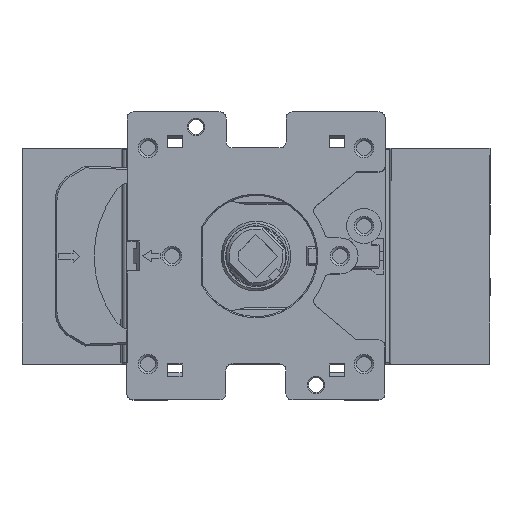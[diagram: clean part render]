
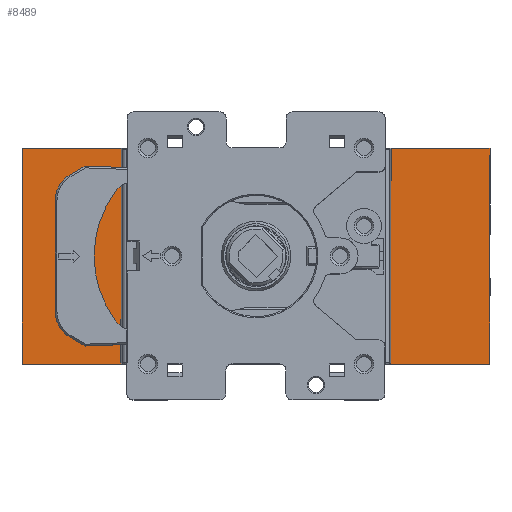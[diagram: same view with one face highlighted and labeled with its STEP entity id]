
A CAD part, top view. The second image highlights one B-rep face of the part: STEP entity #8489.
In plain terms, the highlighted planar face has unit normal (0, 0, 1).
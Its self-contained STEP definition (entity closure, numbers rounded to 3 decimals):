
#2202=LINE('',#35863,#5376);
#2210=LINE('',#35880,#5384);
#2218=LINE('',#35897,#5392);
#2226=LINE('',#35914,#5400);
#2248=LINE('',#35976,#5422);
#2254=LINE('',#35988,#5428);
#2292=LINE('',#36063,#5466);
#2302=LINE('',#36082,#5476);
#2340=LINE('',#36158,#5514);
#2341=LINE('',#36161,#5515);
#2342=LINE('',#36163,#5516);
#2343=LINE('',#36165,#5517);
#2344=LINE('',#36166,#5518);
#2345=LINE('',#36168,#5519);
#2346=LINE('',#36170,#5520);
#2347=LINE('',#36171,#5521);
#2348=LINE('',#36173,#5522);
#2349=LINE('',#36175,#5523);
#2350=LINE('',#36177,#5524);
#2351=LINE('',#36179,#5525);
#2352=LINE('',#36180,#5526);
#2353=LINE('',#36182,#5527);
#2354=LINE('',#36184,#5528);
#2355=LINE('',#36185,#5529);
#5376=VECTOR('',#29021,1.);
#5384=VECTOR('',#29031,1.);
#5392=VECTOR('',#29041,1.);
#5400=VECTOR('',#29051,1.);
#5422=VECTOR('',#29105,1.);
#5428=VECTOR('',#29113,1.);
#5466=VECTOR('',#29169,1.);
#5476=VECTOR('',#29187,1.);
#5514=VECTOR('',#29259,1.);
#5515=VECTOR('',#29260,1.);
#5516=VECTOR('',#29261,1.);
#5517=VECTOR('',#29262,1.);
#5518=VECTOR('',#29263,1.);
#5519=VECTOR('',#29264,1.);
#5520=VECTOR('',#29265,1.);
#5521=VECTOR('',#29266,1.);
#5522=VECTOR('',#29267,1.);
#5523=VECTOR('',#29268,1.);
#5524=VECTOR('',#29269,1.);
#5525=VECTOR('',#29270,1.);
#5526=VECTOR('',#29271,1.);
#5527=VECTOR('',#29272,1.);
#5528=VECTOR('',#29273,1.);
#5529=VECTOR('',#29274,1.);
#8489=ADVANCED_FACE('',(#10504,#10505),#9711,.T.);
#9711=PLANE('',#27112);
#10504=FACE_BOUND('',#10829,.T.);
#10505=FACE_BOUND('',#10830,.T.);
#10829=EDGE_LOOP('',(#12599,#12600,#12601,#12602));
#10830=EDGE_LOOP('',(#12603,#12604,#12605,#12606,#12607,#12608,#12609,#12610,
#12611,#12612,#12613,#12614,#12615,#12616,#12617,#12618,#12619,#12620,#12621,
#12622));
#12599=ORIENTED_EDGE('',*,*,#22488,.T.);
#12600=ORIENTED_EDGE('',*,*,#22450,.T.);
#12601=ORIENTED_EDGE('',*,*,#22498,.F.);
#12602=ORIENTED_EDGE('',*,*,#22444,.T.);
#12603=ORIENTED_EDGE('',*,*,#22536,.T.);
#12604=ORIENTED_EDGE('',*,*,#22537,.T.);
#12605=ORIENTED_EDGE('',*,*,#22538,.T.);
#12606=ORIENTED_EDGE('',*,*,#22539,.T.);
#12607=ORIENTED_EDGE('',*,*,#22390,.T.);
#12608=ORIENTED_EDGE('',*,*,#22540,.T.);
#12609=ORIENTED_EDGE('',*,*,#22541,.T.);
#12610=ORIENTED_EDGE('',*,*,#22542,.T.);
#12611=ORIENTED_EDGE('',*,*,#22406,.T.);
#12612=ORIENTED_EDGE('',*,*,#22543,.T.);
#12613=ORIENTED_EDGE('',*,*,#22544,.T.);
#12614=ORIENTED_EDGE('',*,*,#22545,.T.);
#12615=ORIENTED_EDGE('',*,*,#22546,.T.);
#12616=ORIENTED_EDGE('',*,*,#22547,.T.);
#12617=ORIENTED_EDGE('',*,*,#22414,.T.);
#12618=ORIENTED_EDGE('',*,*,#22548,.T.);
#12619=ORIENTED_EDGE('',*,*,#22549,.T.);
#12620=ORIENTED_EDGE('',*,*,#22550,.T.);
#12621=ORIENTED_EDGE('',*,*,#22398,.T.);
#12622=ORIENTED_EDGE('',*,*,#22551,.T.);
#19445=VERTEX_POINT('',#35862);
#19446=VERTEX_POINT('',#35864);
#19453=VERTEX_POINT('',#35879);
#19454=VERTEX_POINT('',#35881);
#19461=VERTEX_POINT('',#35896);
#19462=VERTEX_POINT('',#35898);
#19469=VERTEX_POINT('',#35913);
#19470=VERTEX_POINT('',#35915);
#19493=VERTEX_POINT('',#35975);
#19494=VERTEX_POINT('',#35977);
#19498=VERTEX_POINT('',#35987);
#19499=VERTEX_POINT('',#35989);
#19553=VERTEX_POINT('',#36159);
#19554=VERTEX_POINT('',#36160);
#19555=VERTEX_POINT('',#36162);
#19556=VERTEX_POINT('',#36164);
#19557=VERTEX_POINT('',#36167);
#19558=VERTEX_POINT('',#36169);
#19559=VERTEX_POINT('',#36172);
#19560=VERTEX_POINT('',#36174);
#19561=VERTEX_POINT('',#36176);
#19562=VERTEX_POINT('',#36178);
#19563=VERTEX_POINT('',#36181);
#19564=VERTEX_POINT('',#36183);
#22390=EDGE_CURVE('',#19446,#19445,#2202,.T.);
#22398=EDGE_CURVE('',#19454,#19453,#2210,.T.);
#22406=EDGE_CURVE('',#19462,#19461,#2218,.T.);
#22414=EDGE_CURVE('',#19470,#19469,#2226,.T.);
#22444=EDGE_CURVE('',#19494,#19493,#2248,.T.);
#22450=EDGE_CURVE('',#19499,#19498,#2254,.T.);
#22488=EDGE_CURVE('',#19493,#19499,#2292,.T.);
#22498=EDGE_CURVE('',#19494,#19498,#2302,.T.);
#22536=EDGE_CURVE('',#19553,#19554,#2340,.T.);
#22537=EDGE_CURVE('',#19554,#19555,#2341,.T.);
#22538=EDGE_CURVE('',#19555,#19556,#2342,.T.);
#22539=EDGE_CURVE('',#19556,#19446,#2343,.T.);
#22540=EDGE_CURVE('',#19445,#19557,#2344,.T.);
#22541=EDGE_CURVE('',#19557,#19558,#2345,.T.);
#22542=EDGE_CURVE('',#19558,#19462,#2346,.T.);
#22543=EDGE_CURVE('',#19461,#19559,#2347,.T.);
#22544=EDGE_CURVE('',#19559,#19560,#2348,.T.);
#22545=EDGE_CURVE('',#19560,#19561,#2349,.T.);
#22546=EDGE_CURVE('',#19561,#19562,#2350,.T.);
#22547=EDGE_CURVE('',#19562,#19470,#2351,.T.);
#22548=EDGE_CURVE('',#19469,#19563,#2352,.T.);
#22549=EDGE_CURVE('',#19563,#19564,#2353,.T.);
#22550=EDGE_CURVE('',#19564,#19454,#2354,.T.);
#22551=EDGE_CURVE('',#19453,#19553,#2355,.T.);
#27112=AXIS2_PLACEMENT_3D('',#36186,#29275,#29276);
#29021=DIRECTION('',(0.,1.,0.));
#29031=DIRECTION('',(0.,-1.,0.));
#29041=DIRECTION('',(0.,1.,0.));
#29051=DIRECTION('',(0.,-1.,0.));
#29105=DIRECTION('',(1.,0.,0.));
#29113=DIRECTION('',(-1.,0.,0.));
#29169=DIRECTION('',(0.,1.,0.));
#29187=DIRECTION('',(0.,1.,0.));
#29259=DIRECTION('',(0.,1.,0.));
#29260=DIRECTION('',(-1.,0.,0.));
#29261=DIRECTION('',(0.,-1.,0.));
#29262=DIRECTION('',(-1.,0.,0.));
#29263=DIRECTION('',(-1.,0.,0.));
#29264=DIRECTION('',(0.,1.,0.));
#29265=DIRECTION('',(1.,0.,0.));
#29266=DIRECTION('',(1.,0.,0.));
#29267=DIRECTION('',(0.,-1.,0.));
#29268=DIRECTION('',(1.,0.,0.));
#29269=DIRECTION('',(0.,1.,0.));
#29270=DIRECTION('',(1.,0.,0.));
#29271=DIRECTION('',(1.,0.,0.));
#29272=DIRECTION('',(0.,-1.,0.));
#29273=DIRECTION('',(-1.,0.,0.));
#29274=DIRECTION('',(-1.,0.,0.));
#29275=DIRECTION('',(0.,0.,1.));
#29276=DIRECTION('',(0.,-1.,0.));
#35862=CARTESIAN_POINT('',(-20.3,-16.5,52.7));
#35863=CARTESIAN_POINT('',(-20.3,1.35,52.7));
#35864=CARTESIAN_POINT('',(-20.3,-17.,52.7));
#35879=CARTESIAN_POINT('',(20.2,-17.,52.7));
#35880=CARTESIAN_POINT('',(20.2,1.35,52.7));
#35881=CARTESIAN_POINT('',(20.2,-16.5,52.7));
#35896=CARTESIAN_POINT('',(-20.3,17.,52.7));
#35897=CARTESIAN_POINT('',(-20.3,16.65,52.7));
#35898=CARTESIAN_POINT('',(-20.3,16.5,52.7));
#35913=CARTESIAN_POINT('',(20.2,16.5,52.7));
#35914=CARTESIAN_POINT('',(20.2,16.65,52.7));
#35915=CARTESIAN_POINT('',(20.2,17.,52.7));
#35975=CARTESIAN_POINT('',(39.,-18.,52.7));
#35976=CARTESIAN_POINT('',(33.,-18.,52.7));
#35977=CARTESIAN_POINT('',(-39.,-18.,52.7));
#35987=CARTESIAN_POINT('',(-39.,18.,52.7));
#35988=CARTESIAN_POINT('',(33.,18.,52.7));
#35989=CARTESIAN_POINT('',(39.,18.,52.7));
#36063=CARTESIAN_POINT('',(39.,17.,52.7));
#36082=CARTESIAN_POINT('',(-39.,-18.,52.7));
#36158=CARTESIAN_POINT('',(15.5,0.5,52.7));
#36159=CARTESIAN_POINT('',(15.5,-17.,52.7));
#36160=CARTESIAN_POINT('',(15.5,-16.5,52.7));
#36161=CARTESIAN_POINT('',(-18.875,-16.5,52.7));
#36162=CARTESIAN_POINT('',(-15.5,-16.5,52.7));
#36163=CARTESIAN_POINT('',(-15.5,0.5,52.7));
#36164=CARTESIAN_POINT('',(-15.5,-17.,52.7));
#36165=CARTESIAN_POINT('',(-26.625,-17.,52.7));
#36166=CARTESIAN_POINT('',(-18.875,-16.5,52.7));
#36167=CARTESIAN_POINT('',(-22.,-16.5,52.7));
#36168=CARTESIAN_POINT('',(-22.,0.75,52.7));
#36169=CARTESIAN_POINT('',(-22.,16.5,52.7));
#36170=CARTESIAN_POINT('',(-27.5,16.5,52.7));
#36171=CARTESIAN_POINT('',(-26.625,17.,52.7));
#36172=CARTESIAN_POINT('',(-15.5,17.,52.7));
#36173=CARTESIAN_POINT('',(-15.5,17.5,52.7));
#36174=CARTESIAN_POINT('',(-15.5,16.5,52.7));
#36175=CARTESIAN_POINT('',(-27.5,16.5,52.7));
#36176=CARTESIAN_POINT('',(15.5,16.5,52.7));
#36177=CARTESIAN_POINT('',(15.5,17.5,52.7));
#36178=CARTESIAN_POINT('',(15.5,17.,52.7));
#36179=CARTESIAN_POINT('',(-6.375,17.,52.7));
#36180=CARTESIAN_POINT('',(-27.5,16.5,52.7));
#36181=CARTESIAN_POINT('',(22.,16.5,52.7));
#36182=CARTESIAN_POINT('',(22.,0.75,52.7));
#36183=CARTESIAN_POINT('',(22.,-16.5,52.7));
#36184=CARTESIAN_POINT('',(-18.875,-16.5,52.7));
#36185=CARTESIAN_POINT('',(-6.375,-17.,52.7));
#36186=CARTESIAN_POINT('',(-33.,18.,52.7));
